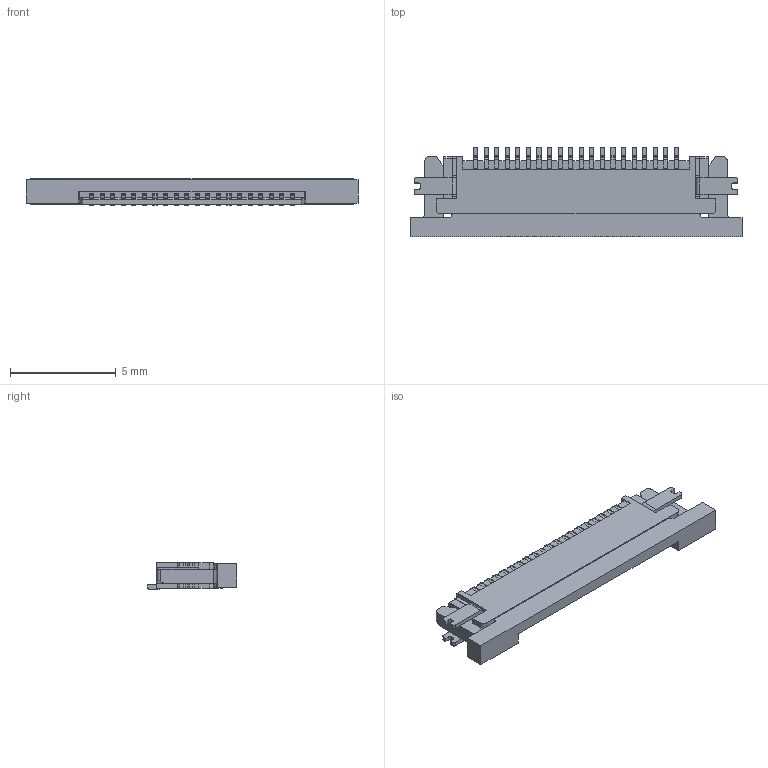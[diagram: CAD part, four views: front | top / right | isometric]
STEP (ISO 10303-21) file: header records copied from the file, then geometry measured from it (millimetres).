
FILE_DESCRIPTION(('STEP AP214'),'1');
FILE_NAME('687120183722.stp','2018-02-20T08:38:27',('TraceParts'),('TraceParts S.A.'),'Spatial InterOp 3D',' ',' ');
FILE_SCHEMA(('automotive_design'));
Length unit declared in the file: millimetre
Products named in the file (24): 687120183722_1; 687120183722_2; 687120183722_3; 687120183722_4; 687120183722_5; 687120183722_6; 687120183722_7; 687120183722_8; 687120183722_9; 687120183722_10; 687120183722_11; 687120183722_12; 687120183722_13; 687120183722_14; 687120183722_15; 687120183722_16; 687120183722_17; 687120183722_18; 687120183722_19; 687120183722_20; 687120183722_21; 687120183722_22; 687120183722_23; 687120183722_24
Bounding box: 15.7 x 4.25 x 1.25 mm (x, y, z)
Volume: 48 mm3; surface area: 418.4 mm2
Topology: 24 solids, 24 shells, 1422 faces, 4288 edges, 2836 vertices
Faces by surface type: plane 977, cylinder 443, extrusion 2
Entity records: 59803 total; most frequent: CARTESIAN_POINT 8588, ORIENTED_EDGE 8576, DIRECTION 8062, EDGE_CURVE 4288, VECTOR 3398, LINE 3396, VERTEX_POINT 2836, AXIS2_PLACEMENT_3D 2332
